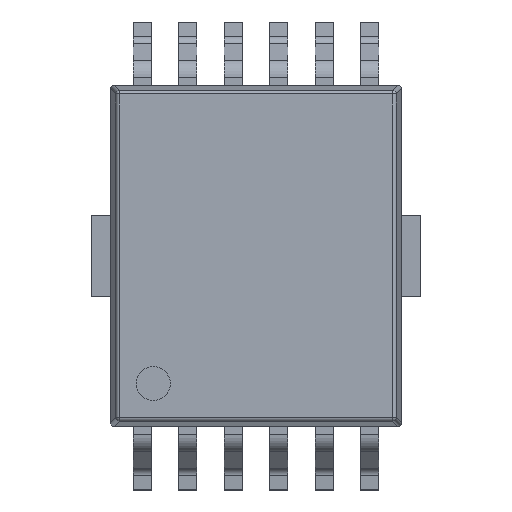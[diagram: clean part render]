
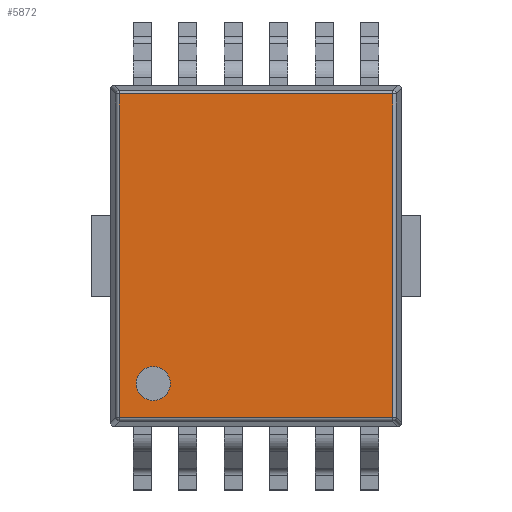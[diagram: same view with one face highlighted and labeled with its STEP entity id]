
A CAD part, top view. The second image highlights one B-rep face of the part: STEP entity #5872.
In plain terms, the highlighted planar face has unit normal (0, 0, 1).
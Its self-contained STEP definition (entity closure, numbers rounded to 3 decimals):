
#377 = EDGE_CURVE ( 'NONE', #3713, #8530, #5707, .T. ) ;
#473 = CARTESIAN_POINT ( 'NONE',  ( 3.012, 3.562, 1.275 ) ) ;
#660 = ORIENTED_EDGE ( 'NONE', *, *, #8383, .T. ) ;
#1301 = VECTOR ( 'NONE', #10236, 1000. ) ;
#1717 = VERTEX_POINT ( 'NONE', #4732 ) ;
#1792 = AXIS2_PLACEMENT_3D ( 'NONE', #8509, #4395, #7730 ) ;
#1892 = VECTOR ( 'NONE', #4994, 1000. ) ;
#1963 = CARTESIAN_POINT ( 'NONE',  ( 3.079, -3.562, 1.275 ) ) ;
#2052 = CARTESIAN_POINT ( 'NONE',  ( -2.637, -2.812, 1.275 ) ) ;
#2213 = DIRECTION ( 'NONE',  ( 1., 0., 0. ) ) ;
#2353 = CARTESIAN_POINT ( 'NONE',  ( -1.887, -2.812, 1.275 ) ) ;
#2497 = AXIS2_PLACEMENT_3D ( 'NONE', #4939, #8167, #3368 ) ;
#2630 = ORIENTED_EDGE ( 'NONE', *, *, #4035, .T. ) ;
#2685 = DIRECTION ( 'NONE',  ( 0., 1., 0. ) ) ;
#3285 = CIRCLE ( 'NONE', #1792, 0.375 ) ;
#3310 = VERTEX_POINT ( 'NONE', #2052 ) ;
#3368 = DIRECTION ( 'NONE',  ( 1., 0., 0. ) ) ;
#3386 = CARTESIAN_POINT ( 'NONE',  ( -3.012, 3.562, 1.275 ) ) ;
#3614 = DIRECTION ( 'NONE',  ( 1., 0., 0. ) ) ;
#3713 = VERTEX_POINT ( 'NONE', #3386 ) ;
#3856 = VERTEX_POINT ( 'NONE', #473 ) ;
#3873 = CARTESIAN_POINT ( 'NONE',  ( -3.079, 3.562, 1.275 ) ) ;
#4035 = EDGE_CURVE ( 'NONE', #8530, #1717, #9330, .T. ) ;
#4074 = CARTESIAN_POINT ( 'NONE',  ( -3.012, -3.562, 1.275 ) ) ;
#4197 = EDGE_CURVE ( 'NONE', #7288, #3310, #7548, .T. ) ;
#4395 = DIRECTION ( 'NONE',  ( 0., 0., 1. ) ) ;
#4732 = CARTESIAN_POINT ( 'NONE',  ( 3.012, -3.562, 1.275 ) ) ;
#4939 = CARTESIAN_POINT ( 'NONE',  ( 0., 0., 1.275 ) ) ;
#4951 = ORIENTED_EDGE ( 'NONE', *, *, #8367, .F. ) ;
#4994 = DIRECTION ( 'NONE',  ( 0., -1., 0. ) ) ;
#5064 = CARTESIAN_POINT ( 'NONE',  ( -2.262, -2.812, 1.275 ) ) ;
#5231 = EDGE_LOOP ( 'NONE', ( #9734, #4951 ) ) ;
#5707 = LINE ( 'NONE', #6649, #1892 ) ;
#5712 = LINE ( 'NONE', #9814, #6435 ) ;
#5872 = ADVANCED_FACE ( 'NONE', ( #6926, #7929 ), #6381, .T. ) ;
#5904 = AXIS2_PLACEMENT_3D ( 'NONE', #5064, #8207, #3614 ) ;
#6080 = VECTOR ( 'NONE', #2213, 1000. ) ;
#6277 = ORIENTED_EDGE ( 'NONE', *, *, #8613, .T. ) ;
#6381 = PLANE ( 'NONE',  #2497 ) ;
#6435 = VECTOR ( 'NONE', #2685, 1000. ) ;
#6649 = CARTESIAN_POINT ( 'NONE',  ( -3.012, -3.629, 1.275 ) ) ;
#6926 = FACE_BOUND ( 'NONE', #5231, .T. ) ;
#7288 = VERTEX_POINT ( 'NONE', #2353 ) ;
#7548 = CIRCLE ( 'NONE', #5904, 0.375 ) ;
#7730 = DIRECTION ( 'NONE',  ( 1., 0., 0. ) ) ;
#7929 = FACE_OUTER_BOUND ( 'NONE', #10269, .T. ) ;
#8167 = DIRECTION ( 'NONE',  ( 0., 0., 1. ) ) ;
#8207 = DIRECTION ( 'NONE',  ( 0., 0., 1. ) ) ;
#8367 = EDGE_CURVE ( 'NONE', #3310, #7288, #3285, .T. ) ;
#8383 = EDGE_CURVE ( 'NONE', #3856, #3713, #9455, .T. ) ;
#8509 = CARTESIAN_POINT ( 'NONE',  ( -2.262, -2.812, 1.275 ) ) ;
#8530 = VERTEX_POINT ( 'NONE', #4074 ) ;
#8613 = EDGE_CURVE ( 'NONE', #1717, #3856, #5712, .T. ) ;
#8723 = ORIENTED_EDGE ( 'NONE', *, *, #377, .T. ) ;
#9330 = LINE ( 'NONE', #1963, #6080 ) ;
#9455 = LINE ( 'NONE', #3873, #1301 ) ;
#9734 = ORIENTED_EDGE ( 'NONE', *, *, #4197, .F. ) ;
#9814 = CARTESIAN_POINT ( 'NONE',  ( 3.012, 3.629, 1.275 ) ) ;
#10236 = DIRECTION ( 'NONE',  ( -1., 0., 0. ) ) ;
#10269 = EDGE_LOOP ( 'NONE', ( #660, #8723, #2630, #6277 ) ) ;
